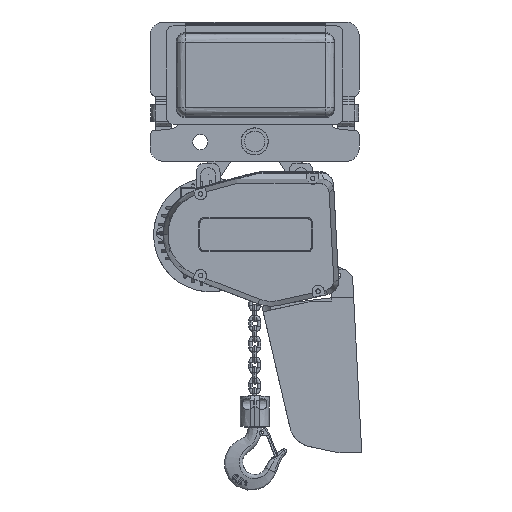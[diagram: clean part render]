
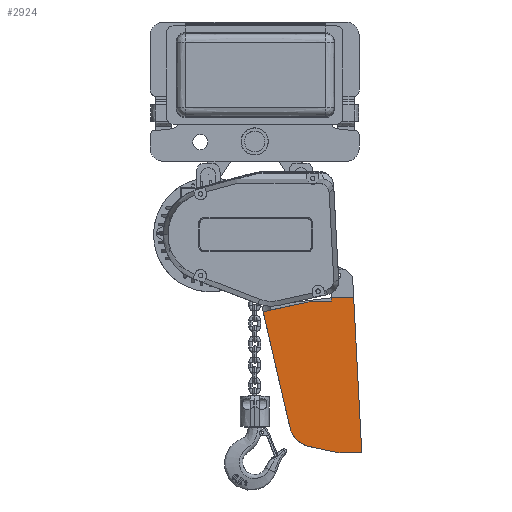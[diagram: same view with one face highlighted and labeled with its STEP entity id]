
A CAD part, front view. The second image highlights one B-rep face of the part: STEP entity #2924.
In plain terms, the highlighted free-form (B-spline) face has degree [3, 3] with [4, 4] control points.
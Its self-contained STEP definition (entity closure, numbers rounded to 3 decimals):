
#2924=ADVANCED_FACE('',(#6686),#6687,.F.);
#6686=FACE_OUTER_BOUND('',#18645,.T.);
#6687=B_SPLINE_SURFACE_WITH_KNOTS('',3,3,((#18646,#18647,#18648,#18649),(#18650,#18651,#18652,#18653),(#18654,#18655,#18656,#18657),(#18658,#18659,#18660,#18661)),.UNSPECIFIED.,.F.,.F.,.F.,(4,4),(4,4),(0.,1.),(0.,1.),.UNSPECIFIED.);
#18645=EDGE_LOOP('',(#50715,#50716,#50717,#50718,#50719,#50720,#50721,#50722,#50723));
#18646=CARTESIAN_POINT('',(-70.707,-77.9,65.));
#18647=CARTESIAN_POINT('',(-70.707,-155.733,65.));
#18648=CARTESIAN_POINT('',(-70.707,-233.567,65.));
#18649=CARTESIAN_POINT('',(-70.707,-311.4,65.));
#18650=CARTESIAN_POINT('',(-20.544,-77.9,65.));
#18651=CARTESIAN_POINT('',(-20.544,-155.733,65.));
#18652=CARTESIAN_POINT('',(-20.544,-233.567,65.));
#18653=CARTESIAN_POINT('',(-20.544,-311.4,65.));
#18654=CARTESIAN_POINT('',(29.62,-77.9,65.));
#18655=CARTESIAN_POINT('',(29.62,-155.733,65.));
#18656=CARTESIAN_POINT('',(29.62,-233.567,65.));
#18657=CARTESIAN_POINT('',(29.62,-311.4,65.));
#18658=CARTESIAN_POINT('',(79.783,-77.9,65.));
#18659=CARTESIAN_POINT('',(79.783,-155.733,65.));
#18660=CARTESIAN_POINT('',(79.783,-233.567,65.));
#18661=CARTESIAN_POINT('',(79.783,-311.4,65.));
#50715=ORIENTED_EDGE('',*,*,#60506,.T.);
#50716=ORIENTED_EDGE('',*,*,#60507,.T.);
#50717=ORIENTED_EDGE('',*,*,#60508,.T.);
#50718=ORIENTED_EDGE('',*,*,#58626,.T.);
#50719=ORIENTED_EDGE('',*,*,#60509,.T.);
#50720=ORIENTED_EDGE('',*,*,#60510,.T.);
#50721=ORIENTED_EDGE('',*,*,#60511,.F.);
#50722=ORIENTED_EDGE('',*,*,#60512,.F.);
#50723=ORIENTED_EDGE('',*,*,#58908,.F.);
#58626=EDGE_CURVE('',#64395,#64393,#64396,.T.);
#58908=EDGE_CURVE('',#64907,#64909,#64910,.T.);
#60506=EDGE_CURVE('',#64907,#67690,#67691,.T.);
#60507=EDGE_CURVE('',#67690,#67692,#67693,.T.);
#60508=EDGE_CURVE('',#67692,#64395,#67694,.T.);
#60509=EDGE_CURVE('',#64393,#67695,#67696,.T.);
#60510=EDGE_CURVE('',#67695,#67697,#67698,.T.);
#60511=EDGE_CURVE('',#67699,#67697,#67700,.T.);
#60512=EDGE_CURVE('',#64909,#67699,#67701,.T.);
#64393=VERTEX_POINT('',#72887);
#64395=VERTEX_POINT('',#72890);
#64396=LINE('',#72891,#72892);
#64907=VERTEX_POINT('',#73650);
#64909=VERTEX_POINT('',#73653);
#64910=LINE('',#73654,#73655);
#67690=VERTEX_POINT('',#78561);
#67691=LINE('',#78562,#78563);
#67692=VERTEX_POINT('',#78564);
#67693=CIRCLE('',#78565,40.);
#67694=LINE('',#78566,#78567);
#67695=VERTEX_POINT('',#78568);
#67696=LINE('',#78569,#78570);
#67697=VERTEX_POINT('',#78571);
#67698=LINE('',#78572,#78573);
#67699=VERTEX_POINT('',#78574);
#67700=LINE('',#78575,#78576);
#67701=LINE('',#78577,#78578);
#72887=CARTESIAN_POINT('',(78.891,-311.4,65.));
#72890=CARTESIAN_POINT('',(42.966,-311.4,65.));
#72891=CARTESIAN_POINT('',(42.966,-311.4,65.));
#72892=VECTOR('',#87160,1.);
#73650=CARTESIAN_POINT('',(-69.815,-98.903,65.));
#73653=CARTESIAN_POINT('',(5.473,-82.9,65.));
#73654=CARTESIAN_POINT('',(-69.815,-98.903,65.));
#73655=VECTOR('',#87549,1.);
#78561=CARTESIAN_POINT('',(-29.777,-272.327,65.));
#78562=CARTESIAN_POINT('',(-69.815,-98.903,65.));
#78563=VECTOR('',#89527,1.);
#78564=CARTESIAN_POINT('',(0.882,-302.455,65.));
#78565=AXIS2_PLACEMENT_3D('',#89528,#89529,#89530);
#78566=CARTESIAN_POINT('',(0.882,-302.455,65.));
#78567=VECTOR('',#89531,1.);
#78568=CARTESIAN_POINT('',(66.654,-77.9,65.));
#78569=CARTESIAN_POINT('',(78.891,-311.4,65.));
#78570=VECTOR('',#89532,1.);
#78571=CARTESIAN_POINT('',(33.,-77.9,65.));
#78572=CARTESIAN_POINT('',(66.654,-77.9,65.));
#78573=VECTOR('',#89533,1.);
#78574=CARTESIAN_POINT('',(33.,-82.9,65.));
#78575=CARTESIAN_POINT('',(33.,-82.9,65.));
#78576=VECTOR('',#89534,1.);
#78577=CARTESIAN_POINT('',(5.473,-82.9,65.));
#78578=VECTOR('',#89535,1.);
#87160=DIRECTION('',(1.,0.,0.));
#87549=DIRECTION('',(0.978,0.208,0.));
#89527=DIRECTION('',(0.225,-0.974,0.));
#89528=CARTESIAN_POINT('',(9.198,-263.329,65.));
#89529=DIRECTION('',(0.,0.,1.));
#89530=DIRECTION('',(1.,0.,0.));
#89531=DIRECTION('',(0.978,-0.208,0.));
#89532=DIRECTION('',(-0.052,0.999,0.));
#89533=DIRECTION('',(-1.,0.,0.));
#89534=DIRECTION('',(0.,1.,0.));
#89535=DIRECTION('',(1.,0.,0.));
